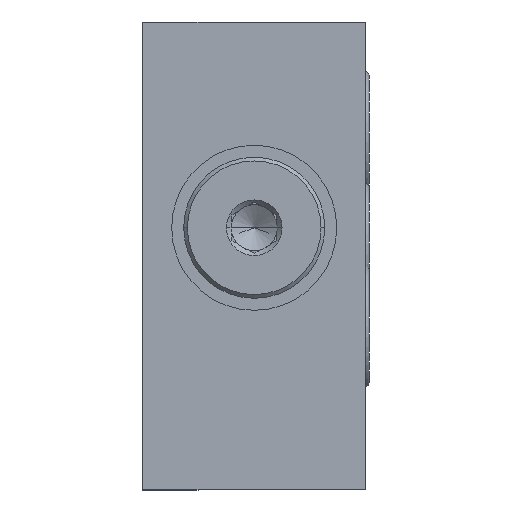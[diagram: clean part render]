
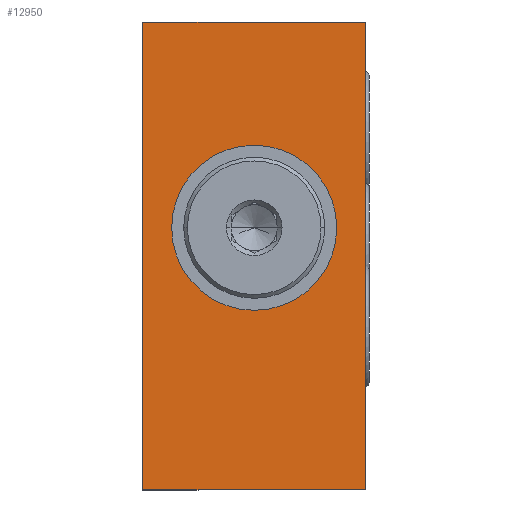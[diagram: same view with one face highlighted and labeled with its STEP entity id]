
A CAD part, left-side view. The second image highlights one B-rep face of the part: STEP entity #12950.
In plain terms, the highlighted planar face has unit normal (-1, 0, 0).
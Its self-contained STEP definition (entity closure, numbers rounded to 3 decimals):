
#123 = CIRCLE ( 'NONE', #4942, 11.115 ) ;
#448 = DIRECTION ( 'NONE',  ( -1., 0., 0. ) ) ;
#1027 = CARTESIAN_POINT ( 'NONE',  ( -38.1, -31.5, 30. ) ) ;
#1037 = EDGE_CURVE ( 'NONE', #9702, #1293, #17659, .T. ) ;
#1293 = VERTEX_POINT ( 'NONE', #1027 ) ;
#2139 = EDGE_CURVE ( 'NONE', #12840, #9755, #123, .T. ) ;
#2594 = EDGE_CURVE ( 'NONE', #9755, #12840, #15226, .T. ) ;
#2629 = CARTESIAN_POINT ( 'NONE',  ( -38.1, -3.8, 15. ) ) ;
#2658 = ORIENTED_EDGE ( 'NONE', *, *, #1037, .F. ) ;
#2819 = ORIENTED_EDGE ( 'NONE', *, *, #2139, .F. ) ;
#2975 = EDGE_CURVE ( 'NONE', #18435, #7775, #16648, .T. ) ;
#3131 = CARTESIAN_POINT ( 'NONE',  ( -38.1, -31.5, 0. ) ) ;
#3593 = CARTESIAN_POINT ( 'NONE',  ( -38.1, -3.8, 15. ) ) ;
#4942 = AXIS2_PLACEMENT_3D ( 'NONE', #2629, #7237, #5566 ) ;
#5566 = DIRECTION ( 'NONE',  ( 0., -1., 0. ) ) ;
#5866 = LINE ( 'NONE', #16065, #17536 ) ;
#5954 = CARTESIAN_POINT ( 'NONE',  ( -38.1, -31.5, 30. ) ) ;
#6205 = EDGE_CURVE ( 'NONE', #1293, #7775, #11073, .T. ) ;
#6525 = AXIS2_PLACEMENT_3D ( 'NONE', #3593, #448, #11164 ) ;
#7023 = CARTESIAN_POINT ( 'NONE',  ( -38.1, 31.5, 0. ) ) ;
#7184 = DIRECTION ( 'NONE',  ( 0., 0., -1. ) ) ;
#7237 = DIRECTION ( 'NONE',  ( -1., 0., 0. ) ) ;
#7627 = CARTESIAN_POINT ( 'NONE',  ( -38.1, 31.5, 30. ) ) ;
#7775 = VERTEX_POINT ( 'NONE', #3131 ) ;
#8132 = ORIENTED_EDGE ( 'NONE', *, *, #18340, .T. ) ;
#9159 = DIRECTION ( 'NONE',  ( 0., 0., -1. ) ) ;
#9638 = ORIENTED_EDGE ( 'NONE', *, *, #6205, .F. ) ;
#9702 = VERTEX_POINT ( 'NONE', #9954 ) ;
#9755 = VERTEX_POINT ( 'NONE', #16079 ) ;
#9954 = CARTESIAN_POINT ( 'NONE',  ( -38.1, 31.5, 30. ) ) ;
#10481 = FACE_OUTER_BOUND ( 'NONE', #15377, .T. ) ;
#11073 = LINE ( 'NONE', #5954, #17282 ) ;
#11164 = DIRECTION ( 'NONE',  ( 0., -1., 0. ) ) ;
#11596 = EDGE_LOOP ( 'NONE', ( #18147, #2819 ) ) ;
#12824 = CARTESIAN_POINT ( 'NONE',  ( -38.1, 31.5, 30. ) ) ;
#12840 = VERTEX_POINT ( 'NONE', #13435 ) ;
#12950 = ADVANCED_FACE ( 'NONE', ( #14801, #10481 ), #15236, .F. ) ;
#13435 = CARTESIAN_POINT ( 'NONE',  ( -38.1, 7.315, 15. ) ) ;
#13656 = AXIS2_PLACEMENT_3D ( 'NONE', #7627, #19821, #16902 ) ;
#14801 = FACE_BOUND ( 'NONE', #11596, .T. ) ;
#15226 = CIRCLE ( 'NONE', #6525, 11.115 ) ;
#15236 = PLANE ( 'NONE',  #13656 ) ;
#15280 = VECTOR ( 'NONE', #15870, 1000. ) ;
#15377 = EDGE_LOOP ( 'NONE', ( #15401, #9638, #2658, #8132 ) ) ;
#15401 = ORIENTED_EDGE ( 'NONE', *, *, #2975, .T. ) ;
#15870 = DIRECTION ( 'NONE',  ( 0., -1., 0. ) ) ;
#16065 = CARTESIAN_POINT ( 'NONE',  ( -38.1, 31.5, 30. ) ) ;
#16079 = CARTESIAN_POINT ( 'NONE',  ( -38.1, -14.915, 15. ) ) ;
#16648 = LINE ( 'NONE', #7023, #18083 ) ;
#16902 = DIRECTION ( 'NONE',  ( 0., 0., -1. ) ) ;
#17282 = VECTOR ( 'NONE', #9159, 1000. ) ;
#17536 = VECTOR ( 'NONE', #7184, 1000. ) ;
#17659 = LINE ( 'NONE', #12824, #15280 ) ;
#18083 = VECTOR ( 'NONE', #19168, 1000. ) ;
#18147 = ORIENTED_EDGE ( 'NONE', *, *, #2594, .F. ) ;
#18340 = EDGE_CURVE ( 'NONE', #9702, #18435, #5866, .T. ) ;
#18435 = VERTEX_POINT ( 'NONE', #19521 ) ;
#19168 = DIRECTION ( 'NONE',  ( 0., -1., 0. ) ) ;
#19521 = CARTESIAN_POINT ( 'NONE',  ( -38.1, 31.5, 0. ) ) ;
#19821 = DIRECTION ( 'NONE',  ( 1., 0., 0. ) ) ;
